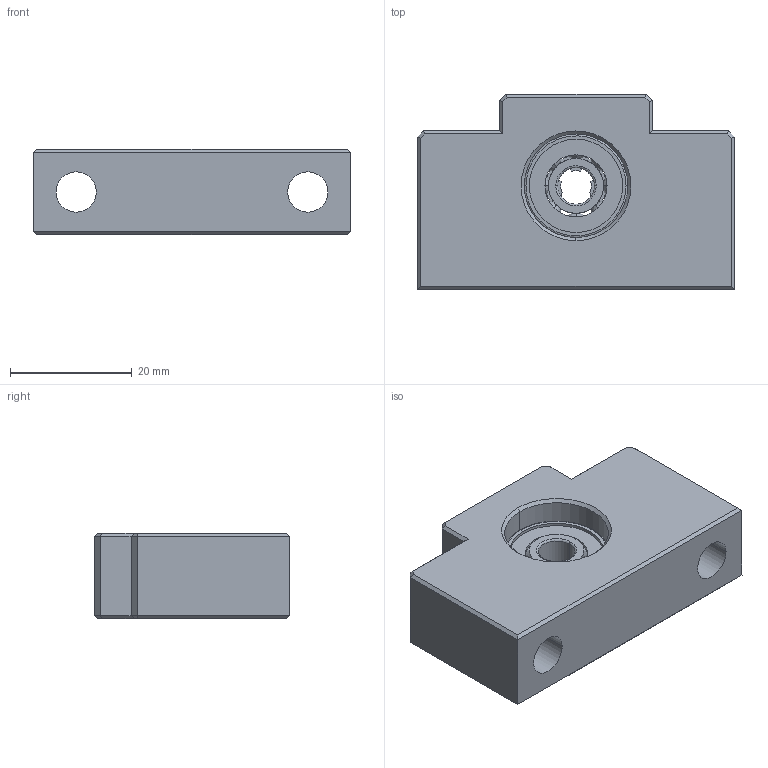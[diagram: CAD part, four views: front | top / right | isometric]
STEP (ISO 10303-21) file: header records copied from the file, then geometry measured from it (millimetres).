
FILE_DESCRIPTION (( 'STEP AP214' ), '1' );
FILE_NAME ('EF8.STEP', '2019-04-04T08:59:57', ( '' ), ( '' ), 'SwSTEP 2.0', 'SolidWorks 2015', '' );
FILE_SCHEMA (( 'AUTOMOTIVE_DESIGN' ));
Length unit declared in the file: millimetre
Products named in the file (1): EF8
Bounding box: 52 x 32 x 14 mm (x, y, z)
Volume: 15325.6 mm3; surface area: 8664.9 mm2
Topology: 3 solids, 3 shells, 747 faces, 2153 edges, 1406 vertices
Faces by surface type: plane 588, bspline 105, cylinder 50, cone 4
Entity records: 29485 total; most frequent: CARTESIAN_POINT 8868, ORIENTED_EDGE 4242, DIRECTION 3385, EDGE_CURVE 2121, VECTOR 1635, LINE 1635, VERTEX_POINT 1406, AXIS2_PLACEMENT_3D 875
